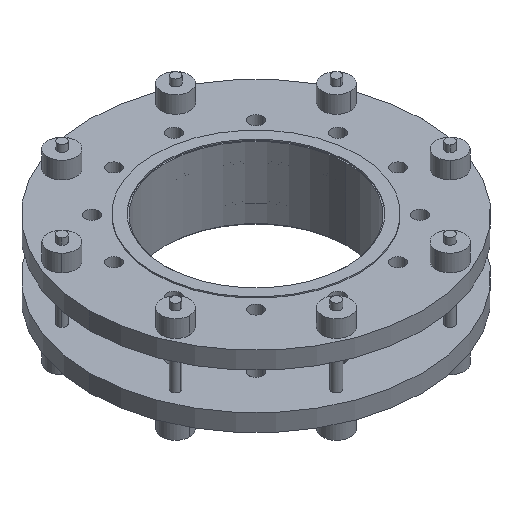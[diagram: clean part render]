
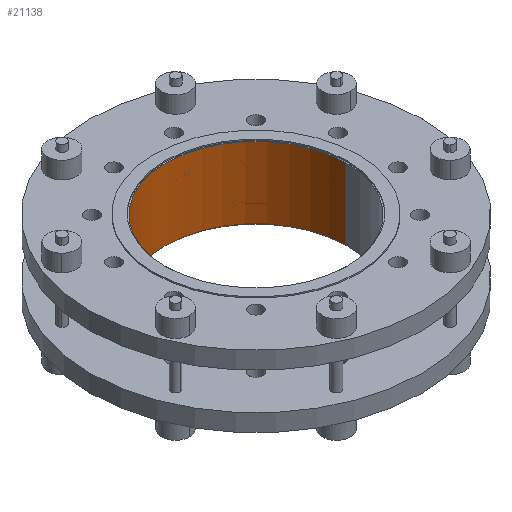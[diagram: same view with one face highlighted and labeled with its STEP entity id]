
A CAD part, isometric view. The second image highlights one B-rep face of the part: STEP entity #21138.
In plain terms, the highlighted cylindrical face has radius 159 mm (diameter 318 mm), a partial arc.
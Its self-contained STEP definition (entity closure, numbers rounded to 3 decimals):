
#1665 = CARTESIAN_POINT ( 'NONE',  ( 159., 0., -126. ) ) ;
#3703 = VERTEX_POINT ( 'NONE', #22832 ) ;
#3715 = CARTESIAN_POINT ( 'NONE',  ( -159., 0., 0. ) ) ;
#3720 = VECTOR ( 'NONE', #12127, 1000. ) ;
#7743 = AXIS2_PLACEMENT_3D ( 'NONE', #32948, #25451, #30065 ) ;
#10011 = ORIENTED_EDGE ( 'NONE', *, *, #28273, .T. ) ;
#10168 = CYLINDRICAL_SURFACE ( 'NONE', #21799, 159. ) ;
#10639 = VERTEX_POINT ( 'NONE', #3715 ) ;
#11295 = CARTESIAN_POINT ( 'NONE',  ( 0., 0., 0. ) ) ;
#11620 = CIRCLE ( 'NONE', #20296, 159. ) ;
#11773 = LINE ( 'NONE', #16854, #17455 ) ;
#12127 = DIRECTION ( 'NONE',  ( 0., 0., 1. ) ) ;
#13977 = ORIENTED_EDGE ( 'NONE', *, *, #15183, .F. ) ;
#15183 = EDGE_CURVE ( 'NONE', #33316, #10639, #22485, .T. ) ;
#15435 = DIRECTION ( 'NONE',  ( 0., 0., 1. ) ) ;
#16854 = CARTESIAN_POINT ( 'NONE',  ( 159., 0., 10.973 ) ) ;
#17455 = VECTOR ( 'NONE', #22127, 1000. ) ;
#17490 = FACE_OUTER_BOUND ( 'NONE', #28059, .T. ) ;
#18232 = CARTESIAN_POINT ( 'NONE',  ( -159., 0., -126. ) ) ;
#20296 = AXIS2_PLACEMENT_3D ( 'NONE', #11295, #29808, #22152 ) ;
#20541 = DIRECTION ( 'NONE',  ( 1., 0., 0. ) ) ;
#20705 = CIRCLE ( 'NONE', #7743, 159. ) ;
#21138 = ADVANCED_FACE ( 'NONE', ( #17490 ), #10168, .F. ) ;
#21799 = AXIS2_PLACEMENT_3D ( 'NONE', #27858, #15435, #20541 ) ;
#22127 = DIRECTION ( 'NONE',  ( 0., 0., 1. ) ) ;
#22152 = DIRECTION ( 'NONE',  ( 1., 0., 0. ) ) ;
#22485 = LINE ( 'NONE', #27425, #3720 ) ;
#22832 = CARTESIAN_POINT ( 'NONE',  ( 159., 0., 0. ) ) ;
#23414 = ORIENTED_EDGE ( 'NONE', *, *, #23864, .F. ) ;
#23864 = EDGE_CURVE ( 'NONE', #29286, #33316, #20705, .T. ) ;
#25451 = DIRECTION ( 'NONE',  ( 0., 0., 1. ) ) ;
#27045 = ORIENTED_EDGE ( 'NONE', *, *, #32387, .T. ) ;
#27425 = CARTESIAN_POINT ( 'NONE',  ( -159., 0., 10.973 ) ) ;
#27858 = CARTESIAN_POINT ( 'NONE',  ( 0., 0., 10.973 ) ) ;
#28059 = EDGE_LOOP ( 'NONE', ( #13977, #23414, #10011, #27045 ) ) ;
#28273 = EDGE_CURVE ( 'NONE', #29286, #3703, #11773, .T. ) ;
#29286 = VERTEX_POINT ( 'NONE', #1665 ) ;
#29808 = DIRECTION ( 'NONE',  ( 0., 0., 1. ) ) ;
#30065 = DIRECTION ( 'NONE',  ( 1., 0., 0. ) ) ;
#32387 = EDGE_CURVE ( 'NONE', #3703, #10639, #11620, .T. ) ;
#32948 = CARTESIAN_POINT ( 'NONE',  ( 0., 0., -126. ) ) ;
#33316 = VERTEX_POINT ( 'NONE', #18232 ) ;
